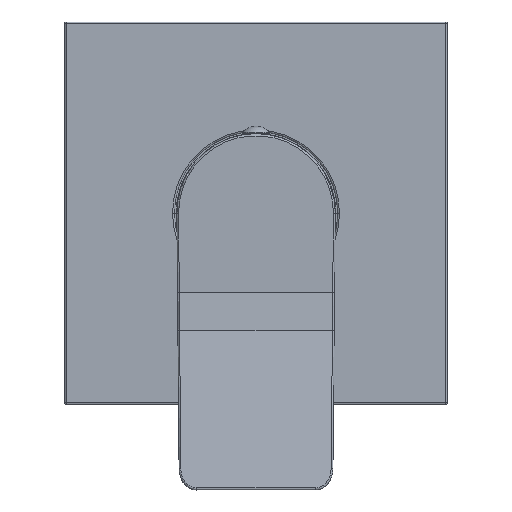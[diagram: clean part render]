
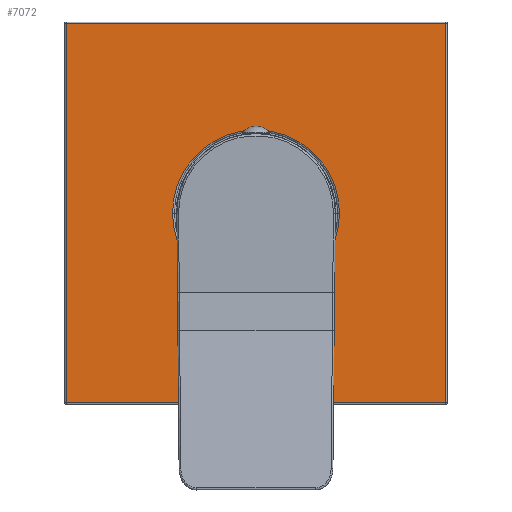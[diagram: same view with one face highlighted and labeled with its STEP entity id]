
A CAD part, top view. The second image highlights one B-rep face of the part: STEP entity #7072.
In plain terms, the highlighted planar face has unit normal (0, 0, 1).
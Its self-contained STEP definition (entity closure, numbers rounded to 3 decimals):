
#5695=DIRECTION('',(0.,-1.,0.));
#5696=VECTOR('',#5695,109.);
#5697=CARTESIAN_POINT('',(-54.5,54.5,-2.));
#5698=LINE('',#5697,#5696);
#5699=DIRECTION('',(-1.,0.,0.));
#5700=VECTOR('',#5699,109.);
#5701=CARTESIAN_POINT('',(54.5,54.5,-2.));
#5702=LINE('',#5701,#5700);
#5703=DIRECTION('',(0.,1.,0.));
#5704=VECTOR('',#5703,109.);
#5705=CARTESIAN_POINT('',(54.5,-54.5,-2.));
#5706=LINE('',#5705,#5704);
#5707=DIRECTION('',(1.,0.,0.));
#5708=VECTOR('',#5707,109.);
#5709=CARTESIAN_POINT('',(-54.5,-54.5,-2.));
#5710=LINE('',#5709,#5708);
#5711=CARTESIAN_POINT('',(0.,0.,-2.));
#5712=DIRECTION('',(0.,0.,-1.));
#5713=DIRECTION('',(1.,0.,0.));
#5714=AXIS2_PLACEMENT_3D('',#5711,#5712,#5713);
#5716=CARTESIAN_POINT('',(0.,0.,-2.));
#5717=DIRECTION('',(0.,0.,-1.));
#5718=DIRECTION('',(-1.,0.,0.));
#5719=AXIS2_PLACEMENT_3D('',#5716,#5717,#5718);
#6134=CARTESIAN_POINT('',(-54.5,54.5,-2.));
#6135=CARTESIAN_POINT('',(-54.5,-54.5,-2.));
#6136=VERTEX_POINT('',#6134);
#6137=VERTEX_POINT('',#6135);
#6142=CARTESIAN_POINT('',(54.5,-54.5,-2.));
#6143=VERTEX_POINT('',#6142);
#6148=CARTESIAN_POINT('',(54.5,54.5,-2.));
#6149=VERTEX_POINT('',#6148);
#6202=CARTESIAN_POINT('',(24.,0.,-2.));
#6203=CARTESIAN_POINT('',(-24.,0.,-2.));
#6204=VERTEX_POINT('',#6202);
#6205=VERTEX_POINT('',#6203);
#7052=CARTESIAN_POINT('',(0.,0.,-2.));
#7053=DIRECTION('',(0.,0.,1.));
#7054=DIRECTION('',(-1.,0.,0.));
#7055=AXIS2_PLACEMENT_3D('',#7052,#7053,#7054);
#7056=PLANE('',#7055);
#7058=ORIENTED_EDGE('',*,*,#7057,.F.);
#7059=ORIENTED_EDGE('',*,*,#7035,.F.);
#7061=ORIENTED_EDGE('',*,*,#7060,.F.);
#7063=ORIENTED_EDGE('',*,*,#7062,.F.);
#7064=EDGE_LOOP('',(#7058,#7059,#7061,#7063));
#7065=FACE_OUTER_BOUND('',#7064,.F.);
#7067=ORIENTED_EDGE('',*,*,#7066,.F.);
#7069=ORIENTED_EDGE('',*,*,#7068,.F.);
#7070=EDGE_LOOP('',(#7067,#7069));
#7071=FACE_BOUND('',#7070,.F.);
#7072=ADVANCED_FACE('',(#7065,#7071),#7056,.T.);
#5715=CIRCLE('',#5714,24.);
#5720=CIRCLE('',#5719,24.);
#7035=EDGE_CURVE('',#6149,#6136,#5702,.T.);
#7057=EDGE_CURVE('',#6136,#6137,#5698,.T.);
#7060=EDGE_CURVE('',#6143,#6149,#5706,.T.);
#7062=EDGE_CURVE('',#6137,#6143,#5710,.T.);
#7066=EDGE_CURVE('',#6204,#6205,#5715,.T.);
#7068=EDGE_CURVE('',#6205,#6204,#5720,.T.);
